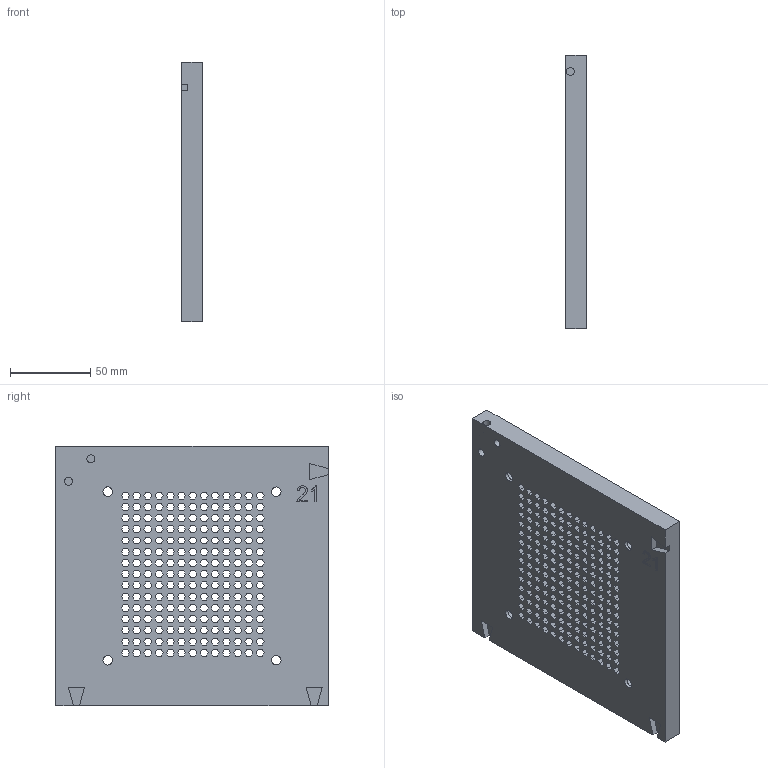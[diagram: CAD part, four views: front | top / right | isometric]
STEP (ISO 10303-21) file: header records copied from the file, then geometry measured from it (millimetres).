
FILE_DESCRIPTION(('FreeCAD Model'),'2;1');
FILE_NAME('Open CASCADE Shape Model','2025-05-28T20:56:02',(''),(''), 'Open CASCADE STEP processor 7.8','FreeCAD','Unknown');
FILE_SCHEMA(('AUTOMOTIVE_DESIGN { 1 0 10303 214 1 1 1 1 }'));
Length unit declared in the file: millimetre
Products named in the file (1): 21MotherboardIoPart
Bounding box: 13 x 170 x 162 mm (x, y, z)
Volume: 313239.9 mm3; surface area: 97134.9 mm2
Topology: 1 solids, 1 shells, 1241 faces, 3687 edges, 2458 vertices
Faces by surface type: plane 1207, extrusion 22, cylinder 12
Full cylindrical faces by diameter (mm): 5 x4, 6 x4, 7.5 x4
Entity records: 41823 total; most frequent: CARTESIAN_POINT 7775, ORIENTED_EDGE 7374, DIRECTION 6129, EDGE_CURVE 3687, VECTOR 3641, LINE 3619, VERTEX_POINT 2458, FACE_BOUND 1649
